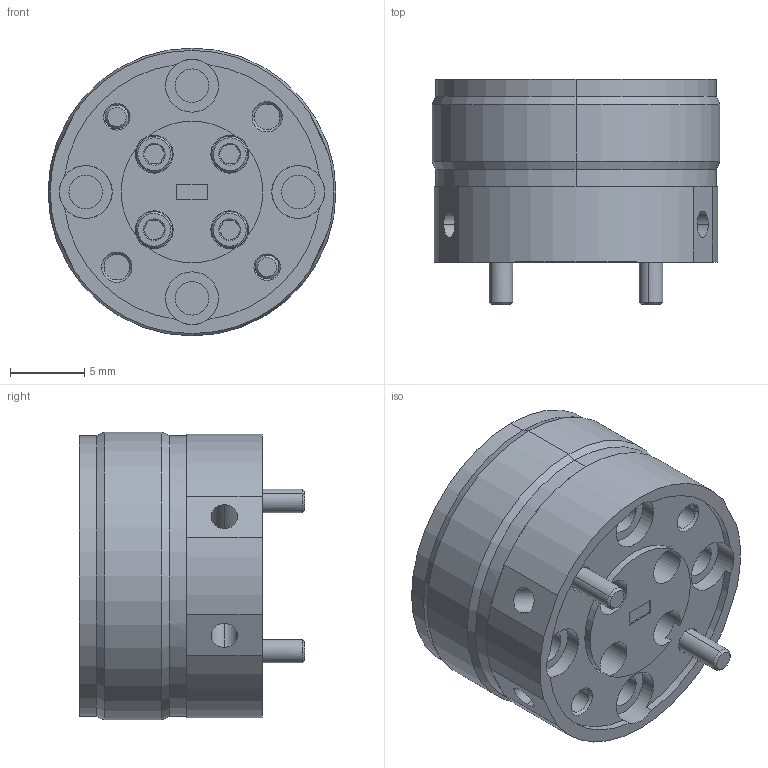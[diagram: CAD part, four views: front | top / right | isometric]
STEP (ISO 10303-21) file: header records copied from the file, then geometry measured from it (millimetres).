
FILE_DESCRIPTION (( 'STEP AP203' ), '1' );
FILE_NAME ('SAO-9031440345-08-S1, Defeatured.STEP', '2021-09-20T19:21:13', ( '' ), ( '' ), 'SwSTEP 2.0', 'SolidWorks 2021', '' );
FILE_SCHEMA (( 'CONFIG_CONTROL_DESIGN' ));
Length unit declared in the file: millimetre
Products named in the file (1): SAO-9031440345-08-S1, Defeatured
Bounding box: 19.35 x 15.15 x 19.35 mm (x, y, z)
Volume: 3231 mm3; surface area: 2083.8 mm2
Topology: 5 solids, 7 shells, 261 faces, 560 edges, 332 vertices
Faces by surface type: cylinder 96, plane 85, cone 80
Entity records: 7159 total; most frequent: DIRECTION 1332, CARTESIAN_POINT 1302, ORIENTED_EDGE 1104, EDGE_CURVE 552, AXIS2_PLACEMENT_3D 546, VERTEX_POINT 332, EDGE_LOOP 292, CIRCLE 284
